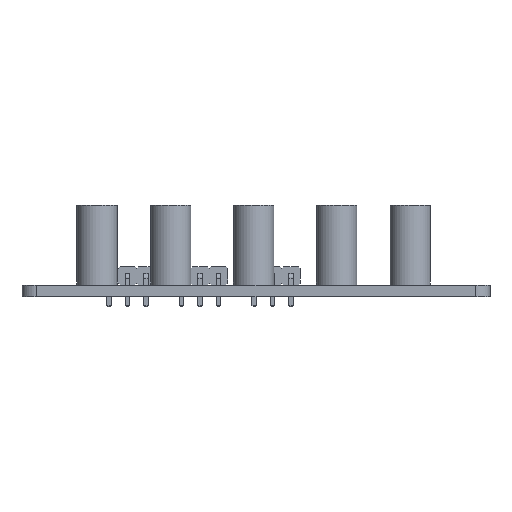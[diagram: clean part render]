
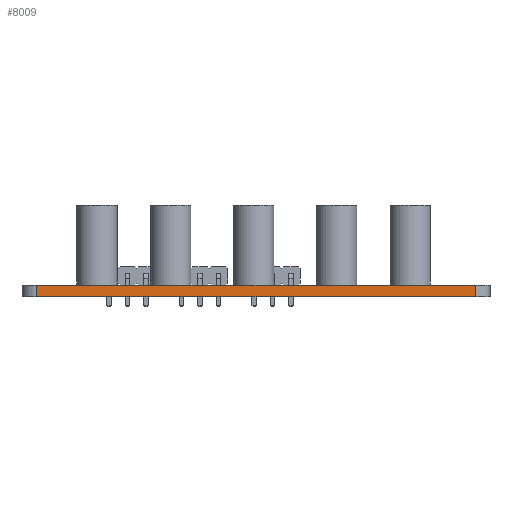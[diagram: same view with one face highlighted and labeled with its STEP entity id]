
A CAD part, front view. The second image highlights one B-rep face of the part: STEP entity #8009.
In plain terms, the highlighted planar face has unit normal (0, -1, 0).
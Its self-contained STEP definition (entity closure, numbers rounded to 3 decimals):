
#5586 = PLANE('',#5587);
#5587 = AXIS2_PLACEMENT_3D('',#5588,#5589,#5590);
#5588 = CARTESIAN_POINT('',(124.287,-115.29,1.6));
#5589 = DIRECTION('',(-0.,-0.,-1.));
#5590 = DIRECTION('',(-1.,0.,0.));
#5614 = CYLINDRICAL_SURFACE('',#5615,2.);
#5615 = AXIS2_PLACEMENT_3D('',#5616,#5617,#5618);
#5616 = CARTESIAN_POINT('',(152.5,-135.,0.));
#5617 = DIRECTION('',(-0.,-0.,-1.));
#5618 = DIRECTION('',(1.,0.,-0.));
#5640 = PLANE('',#5641);
#5641 = AXIS2_PLACEMENT_3D('',#5642,#5643,#5644);
#5642 = CARTESIAN_POINT('',(124.287,-115.29,0.));
#5643 = DIRECTION('',(-0.,-0.,-1.));
#5644 = DIRECTION('',(-1.,0.,0.));
#5741 = EDGE_CURVE('',#5742,#5744,#5746,.T.);
#5742 = VERTEX_POINT('',#5743);
#5743 = CARTESIAN_POINT('',(152.5,-137.,0.));
#5744 = VERTEX_POINT('',#5745);
#5745 = CARTESIAN_POINT('',(152.5,-137.,1.6));
#5746 = SURFACE_CURVE('',#5747,(#5751,#5758),.PCURVE_S1.);
#5747 = LINE('',#5748,#5749);
#5748 = CARTESIAN_POINT('',(152.5,-137.,0.));
#5749 = VECTOR('',#5750,1.);
#5750 = DIRECTION('',(0.,0.,1.));
#5751 = PCURVE('',#5614,#5752);
#5752 = DEFINITIONAL_REPRESENTATION('',(#5753),#5757);
#5753 = LINE('',#5754,#5755);
#5754 = CARTESIAN_POINT('',(-4.712,0.));
#5755 = VECTOR('',#5756,1.);
#5756 = DIRECTION('',(-0.,-1.));
#5757 = ( GEOMETRIC_REPRESENTATION_CONTEXT(2) 
PARAMETRIC_REPRESENTATION_CONTEXT() REPRESENTATION_CONTEXT('2D SPACE',''
  ) );
#5758 = PCURVE('',#5759,#5764);
#5759 = PLANE('',#5760);
#5760 = AXIS2_PLACEMENT_3D('',#5761,#5762,#5763);
#5761 = CARTESIAN_POINT('',(152.5,-137.,0.));
#5762 = DIRECTION('',(0.,-1.,0.));
#5763 = DIRECTION('',(-1.,0.,0.));
#5764 = DEFINITIONAL_REPRESENTATION('',(#5765),#5769);
#5765 = LINE('',#5766,#5767);
#5766 = CARTESIAN_POINT('',(0.,-0.));
#5767 = VECTOR('',#5768,1.);
#5768 = DIRECTION('',(0.,-1.));
#5769 = ( GEOMETRIC_REPRESENTATION_CONTEXT(2) 
PARAMETRIC_REPRESENTATION_CONTEXT() REPRESENTATION_CONTEXT('2D SPACE',''
  ) );
#5829 = EDGE_CURVE('',#5742,#5830,#5832,.T.);
#5830 = VERTEX_POINT('',#5831);
#5831 = CARTESIAN_POINT('',(92.,-137.,0.));
#5832 = SURFACE_CURVE('',#5833,(#5837,#5844),.PCURVE_S1.);
#5833 = LINE('',#5834,#5835);
#5834 = CARTESIAN_POINT('',(152.5,-137.,0.));
#5835 = VECTOR('',#5836,1.);
#5836 = DIRECTION('',(-1.,0.,0.));
#5837 = PCURVE('',#5640,#5838);
#5838 = DEFINITIONAL_REPRESENTATION('',(#5839),#5843);
#5839 = LINE('',#5840,#5841);
#5840 = CARTESIAN_POINT('',(-28.213,-21.71));
#5841 = VECTOR('',#5842,1.);
#5842 = DIRECTION('',(1.,0.));
#5843 = ( GEOMETRIC_REPRESENTATION_CONTEXT(2) 
PARAMETRIC_REPRESENTATION_CONTEXT() REPRESENTATION_CONTEXT('2D SPACE',''
  ) );
#5844 = PCURVE('',#5759,#5845);
#5845 = DEFINITIONAL_REPRESENTATION('',(#5846),#5850);
#5846 = LINE('',#5847,#5848);
#5847 = CARTESIAN_POINT('',(0.,-0.));
#5848 = VECTOR('',#5849,1.);
#5849 = DIRECTION('',(1.,0.));
#5850 = ( GEOMETRIC_REPRESENTATION_CONTEXT(2) 
PARAMETRIC_REPRESENTATION_CONTEXT() REPRESENTATION_CONTEXT('2D SPACE',''
  ) );
#5873 = CYLINDRICAL_SURFACE('',#5874,2.);
#5874 = AXIS2_PLACEMENT_3D('',#5875,#5876,#5877);
#5875 = CARTESIAN_POINT('',(92.,-135.,0.));
#5876 = DIRECTION('',(-0.,-0.,-1.));
#5877 = DIRECTION('',(1.,0.,-0.));
#6991 = EDGE_CURVE('',#5744,#6992,#6994,.T.);
#6992 = VERTEX_POINT('',#6993);
#6993 = CARTESIAN_POINT('',(92.,-137.,1.6));
#6994 = SURFACE_CURVE('',#6995,(#6999,#7006),.PCURVE_S1.);
#6995 = LINE('',#6996,#6997);
#6996 = CARTESIAN_POINT('',(152.5,-137.,1.6));
#6997 = VECTOR('',#6998,1.);
#6998 = DIRECTION('',(-1.,0.,0.));
#6999 = PCURVE('',#5586,#7000);
#7000 = DEFINITIONAL_REPRESENTATION('',(#7001),#7005);
#7001 = LINE('',#7002,#7003);
#7002 = CARTESIAN_POINT('',(-28.213,-21.71));
#7003 = VECTOR('',#7004,1.);
#7004 = DIRECTION('',(1.,0.));
#7005 = ( GEOMETRIC_REPRESENTATION_CONTEXT(2) 
PARAMETRIC_REPRESENTATION_CONTEXT() REPRESENTATION_CONTEXT('2D SPACE',''
  ) );
#7006 = PCURVE('',#5759,#7007);
#7007 = DEFINITIONAL_REPRESENTATION('',(#7008),#7012);
#7008 = LINE('',#7009,#7010);
#7009 = CARTESIAN_POINT('',(0.,-1.6));
#7010 = VECTOR('',#7011,1.);
#7011 = DIRECTION('',(1.,0.));
#7012 = ( GEOMETRIC_REPRESENTATION_CONTEXT(2) 
PARAMETRIC_REPRESENTATION_CONTEXT() REPRESENTATION_CONTEXT('2D SPACE',''
  ) );
#8009 = ADVANCED_FACE('',(#8010),#5759,.T.);
#8010 = FACE_BOUND('',#8011,.T.);
#8011 = EDGE_LOOP('',(#8012,#8013,#8014,#8035));
#8012 = ORIENTED_EDGE('',*,*,#5741,.T.);
#8013 = ORIENTED_EDGE('',*,*,#6991,.T.);
#8014 = ORIENTED_EDGE('',*,*,#8015,.F.);
#8015 = EDGE_CURVE('',#5830,#6992,#8016,.T.);
#8016 = SURFACE_CURVE('',#8017,(#8021,#8028),.PCURVE_S1.);
#8017 = LINE('',#8018,#8019);
#8018 = CARTESIAN_POINT('',(92.,-137.,0.));
#8019 = VECTOR('',#8020,1.);
#8020 = DIRECTION('',(0.,0.,1.));
#8021 = PCURVE('',#5759,#8022);
#8022 = DEFINITIONAL_REPRESENTATION('',(#8023),#8027);
#8023 = LINE('',#8024,#8025);
#8024 = CARTESIAN_POINT('',(60.5,0.));
#8025 = VECTOR('',#8026,1.);
#8026 = DIRECTION('',(0.,-1.));
#8027 = ( GEOMETRIC_REPRESENTATION_CONTEXT(2) 
PARAMETRIC_REPRESENTATION_CONTEXT() REPRESENTATION_CONTEXT('2D SPACE',''
  ) );
#8028 = PCURVE('',#5873,#8029);
#8029 = DEFINITIONAL_REPRESENTATION('',(#8030),#8034);
#8030 = LINE('',#8031,#8032);
#8031 = CARTESIAN_POINT('',(-4.712,0.));
#8032 = VECTOR('',#8033,1.);
#8033 = DIRECTION('',(-0.,-1.));
#8034 = ( GEOMETRIC_REPRESENTATION_CONTEXT(2) 
PARAMETRIC_REPRESENTATION_CONTEXT() REPRESENTATION_CONTEXT('2D SPACE',''
  ) );
#8035 = ORIENTED_EDGE('',*,*,#5829,.F.);
